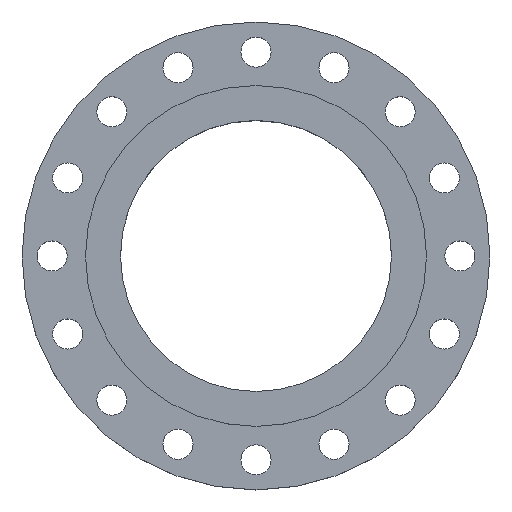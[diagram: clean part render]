
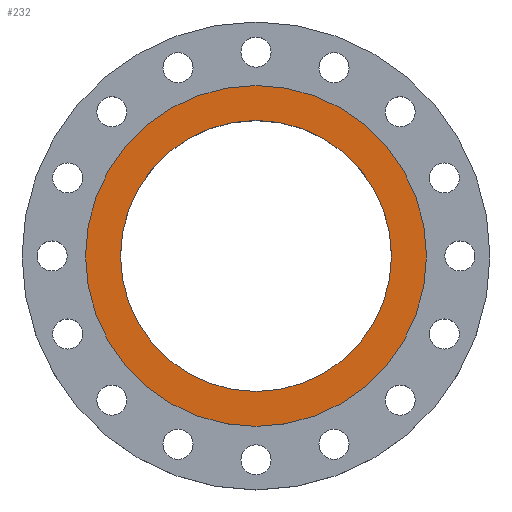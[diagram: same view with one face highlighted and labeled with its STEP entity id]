
A CAD part, top view. The second image highlights one B-rep face of the part: STEP entity #232.
In plain terms, the highlighted planar face has unit normal (0, 0, 1).
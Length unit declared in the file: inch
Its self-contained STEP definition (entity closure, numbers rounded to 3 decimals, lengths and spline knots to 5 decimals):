
#42 = CIRCLE ( 'NONE', #1396, 5.068 ) ;
#65 = CARTESIAN_POINT ( 'NONE',  ( -5.068, 0., 0. ) ) ;
#120 = CARTESIAN_POINT ( 'NONE',  ( -6.375, 0., 0. ) ) ;
#172 = VERTEX_POINT ( 'NONE', #1299 ) ;
#186 = AXIS2_PLACEMENT_3D ( 'NONE', #900, #619, #1432 ) ;
#207 = VERTEX_POINT ( 'NONE', #1694 ) ;
#232 = ADVANCED_FACE ( 'NONE', ( #1724, #1316 ), #1053, .F. ) ;
#246 = DIRECTION ( 'NONE',  ( 0., 0., -1. ) ) ;
#448 = EDGE_CURVE ( 'NONE', #581, #207, #1019, .T. ) ;
#504 = EDGE_CURVE ( 'NONE', #1693, #172, #1107, .T. ) ;
#562 = EDGE_LOOP ( 'NONE', ( #1154, #1379 ) ) ;
#581 = VERTEX_POINT ( 'NONE', #120 ) ;
#619 = DIRECTION ( 'NONE',  ( 0., 0., 1. ) ) ;
#900 = CARTESIAN_POINT ( 'NONE',  ( 0., 0., 0. ) ) ;
#924 = CARTESIAN_POINT ( 'NONE',  ( 0., 5.068, 0. ) ) ;
#1019 = CIRCLE ( 'NONE', #186, 6.375 ) ;
#1053 = PLANE ( 'NONE',  #1132 ) ;
#1072 = CARTESIAN_POINT ( 'NONE',  ( 0., 0., 0. ) ) ;
#1107 = CIRCLE ( 'NONE', #1383, 5.068 ) ;
#1132 = AXIS2_PLACEMENT_3D ( 'NONE', #924, #246, #1202 ) ;
#1154 = ORIENTED_EDGE ( 'NONE', *, *, #1450, .F. ) ;
#1199 = CARTESIAN_POINT ( 'NONE',  ( 0., 0., 0. ) ) ;
#1202 = DIRECTION ( 'NONE',  ( -1., 0., 0. ) ) ;
#1227 = DIRECTION ( 'NONE',  ( 0., 0., 1. ) ) ;
#1299 = CARTESIAN_POINT ( 'NONE',  ( 5.068, 0., 0. ) ) ;
#1316 = FACE_OUTER_BOUND ( 'NONE', #1483, .T. ) ;
#1357 = DIRECTION ( 'NONE',  ( 1., 0., 0. ) ) ;
#1379 = ORIENTED_EDGE ( 'NONE', *, *, #504, .F. ) ;
#1383 = AXIS2_PLACEMENT_3D ( 'NONE', #1532, #1659, #1644 ) ;
#1396 = AXIS2_PLACEMENT_3D ( 'NONE', #1199, #1739, #1357 ) ;
#1415 = ORIENTED_EDGE ( 'NONE', *, *, #1481, .T. ) ;
#1432 = DIRECTION ( 'NONE',  ( 1., 0., 0. ) ) ;
#1450 = EDGE_CURVE ( 'NONE', #172, #1693, #42, .T. ) ;
#1480 = CIRCLE ( 'NONE', #1560, 6.375 ) ;
#1481 = EDGE_CURVE ( 'NONE', #207, #581, #1480, .T. ) ;
#1483 = EDGE_LOOP ( 'NONE', ( #1415, #1718 ) ) ;
#1532 = CARTESIAN_POINT ( 'NONE',  ( 0., 0., 0. ) ) ;
#1560 = AXIS2_PLACEMENT_3D ( 'NONE', #1072, #1227, #1591 ) ;
#1591 = DIRECTION ( 'NONE',  ( 1., 0., 0. ) ) ;
#1644 = DIRECTION ( 'NONE',  ( 1., 0., 0. ) ) ;
#1659 = DIRECTION ( 'NONE',  ( 0., 0., 1. ) ) ;
#1693 = VERTEX_POINT ( 'NONE', #65 ) ;
#1694 = CARTESIAN_POINT ( 'NONE',  ( 6.375, 0., 0. ) ) ;
#1718 = ORIENTED_EDGE ( 'NONE', *, *, #448, .T. ) ;
#1724 = FACE_BOUND ( 'NONE', #562, .T. ) ;
#1739 = DIRECTION ( 'NONE',  ( 0., 0., 1. ) ) ;
